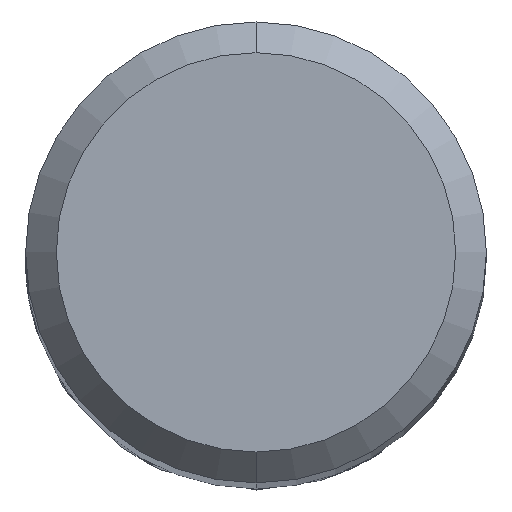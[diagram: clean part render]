
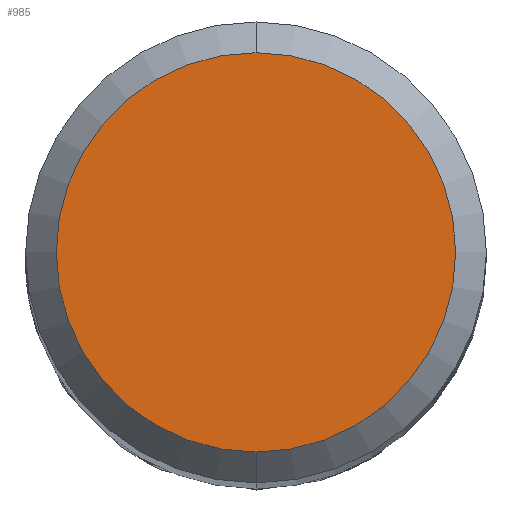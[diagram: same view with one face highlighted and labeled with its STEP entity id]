
A CAD part, top view. The second image highlights one B-rep face of the part: STEP entity #985.
In plain terms, the highlighted planar face has unit normal (0, 0, 1).
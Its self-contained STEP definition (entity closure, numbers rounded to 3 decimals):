
#551=VERTEX_POINT('',#1410);
#787=EDGE_CURVE('',#551,#1109,#1666,.T.);
#985=ADVANCED_FACE('',(#1891),#1892,.T.);
#1109=VERTEX_POINT('',#2025);
#1167=EDGE_CURVE('',#1109,#551,#2086,.T.);
#1410=CARTESIAN_POINT('',(0.0,2.6,0.0));
#1666=CIRCLE('',#4047,2.6);
#1891=FACE_OUTER_BOUND('',#5345,.T.);
#1892=PLANE('',#5346);
#2025=CARTESIAN_POINT('',(0.,-2.6,0.0));
#2086=CIRCLE('',#6211,2.6);
#4047=AXIS2_PLACEMENT_3D('',#7152,#7153,#7154);
#5345=EDGE_LOOP('',(#7476,#7477));
#5346=AXIS2_PLACEMENT_3D('',#7478,#7479,#7480);
#6211=AXIS2_PLACEMENT_3D('',#7661,#7662,#7663);
#7152=CARTESIAN_POINT('',(0.0,0.0,0.0));
#7153=DIRECTION('',(0.0,0.0,-1.0));
#7154=DIRECTION('',(0.0,1.0,0.0));
#7476=ORIENTED_EDGE('',*,*,#787,.F.);
#7477=ORIENTED_EDGE('',*,*,#1167,.F.);
#7478=CARTESIAN_POINT('',(0.0,1.3,0.0));
#7479=DIRECTION('',(-0.0,0.0,1.0));
#7480=DIRECTION('',(0.0,-1.0,0.0));
#7661=CARTESIAN_POINT('',(0.0,0.0,0.0));
#7662=DIRECTION('',(0.0,0.0,-1.0));
#7663=DIRECTION('',(0.0,1.0,0.0));
